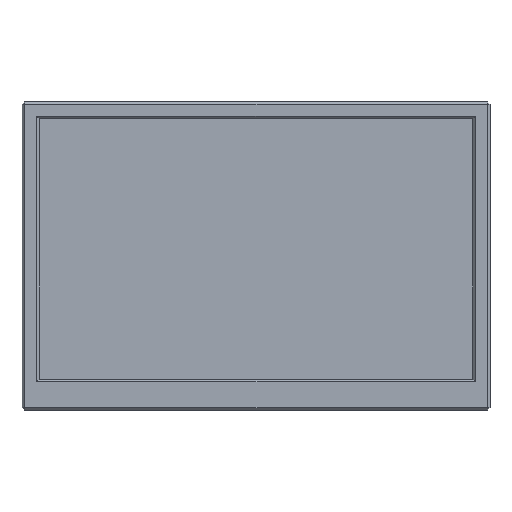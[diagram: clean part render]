
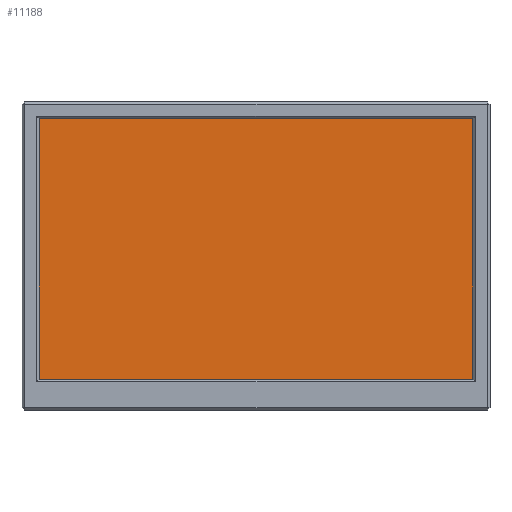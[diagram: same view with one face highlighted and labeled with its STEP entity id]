
A CAD part, front view. The second image highlights one B-rep face of the part: STEP entity #11188.
In plain terms, the highlighted planar face has unit normal (0, -1, 0).
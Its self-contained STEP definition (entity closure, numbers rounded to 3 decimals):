
#1075=FACE_OUTER_BOUND('',#1729,.T.);
#1729=EDGE_LOOP('',(#7589,#7590,#7591,#7592,#7593,#7594,#7595,#7596));
#2489=LINE('',#14443,#3593);
#2493=LINE('',#14450,#3597);
#2495=LINE('',#14455,#3599);
#2498=LINE('',#14461,#3602);
#2501=LINE('',#14465,#3605);
#2502=LINE('',#14468,#3606);
#2503=LINE('',#14470,#3607);
#2504=LINE('',#14471,#3608);
#3593=VECTOR('',#12455,10.);
#3597=VECTOR('',#12461,10.);
#3599=VECTOR('',#12465,10.);
#3602=VECTOR('',#12470,10.);
#3605=VECTOR('',#12475,10.);
#3606=VECTOR('',#12478,10.);
#3607=VECTOR('',#12479,10.);
#3608=VECTOR('',#12480,10.);
#4663=VERTEX_POINT('',#14440);
#4664=VERTEX_POINT('',#14442);
#4665=VERTEX_POINT('',#14446);
#4666=VERTEX_POINT('',#14448);
#4668=VERTEX_POINT('',#14454);
#4670=VERTEX_POINT('',#14460);
#4671=VERTEX_POINT('',#14467);
#4672=VERTEX_POINT('',#14469);
#5794=EDGE_CURVE('',#4664,#4663,#2489,.T.);
#5798=EDGE_CURVE('',#4665,#4666,#2493,.T.);
#5800=EDGE_CURVE('',#4668,#4665,#2495,.T.);
#5803=EDGE_CURVE('',#4670,#4668,#2498,.T.);
#5806=EDGE_CURVE('',#4663,#4670,#2501,.T.);
#5807=EDGE_CURVE('',#4666,#4671,#2502,.T.);
#5808=EDGE_CURVE('',#4671,#4672,#2503,.T.);
#5809=EDGE_CURVE('',#4672,#4664,#2504,.T.);
#7589=ORIENTED_EDGE('',*,*,#5806,.T.);
#7590=ORIENTED_EDGE('',*,*,#5803,.T.);
#7591=ORIENTED_EDGE('',*,*,#5800,.T.);
#7592=ORIENTED_EDGE('',*,*,#5798,.T.);
#7593=ORIENTED_EDGE('',*,*,#5807,.T.);
#7594=ORIENTED_EDGE('',*,*,#5808,.T.);
#7595=ORIENTED_EDGE('',*,*,#5809,.T.);
#7596=ORIENTED_EDGE('',*,*,#5794,.T.);
#10840=PLANE('',#11895);
#11188=ADVANCED_FACE('',(#1075),#10840,.T.);
#11895=AXIS2_PLACEMENT_3D('',#14466,#12476,#12477);
#12455=DIRECTION('',(1.,0.,0.));
#12461=DIRECTION('',(1.,0.,0.));
#12465=DIRECTION('',(0.,0.,-1.));
#12470=DIRECTION('',(1.,0.,0.));
#12475=DIRECTION('',(0.,0.,1.));
#12476=DIRECTION('center_axis',(0.,-1.,0.));
#12477=DIRECTION('ref_axis',(0.,0.,-1.));
#12478=DIRECTION('',(0.,0.,1.));
#12479=DIRECTION('',(-1.,0.,0.));
#12480=DIRECTION('',(0.,0.,-1.));
#14440=CARTESIAN_POINT('',(-9.75,-1.,-56.1));
#14442=CARTESIAN_POINT('',(-86.1,-1.,-56.1));
#14443=CARTESIAN_POINT('',(-86.1,-1.,-56.1));
#14446=CARTESIAN_POINT('',(9.75,-1.,-56.1));
#14448=CARTESIAN_POINT('',(86.1,-1.,-56.1));
#14450=CARTESIAN_POINT('',(-86.1,-1.,-56.1));
#14454=CARTESIAN_POINT('',(9.75,-1.,-54.1));
#14455=CARTESIAN_POINT('',(9.75,-1.,-27.05));
#14460=CARTESIAN_POINT('',(-9.75,-1.,-54.1));
#14461=CARTESIAN_POINT('',(-4.875,-1.,-54.1));
#14465=CARTESIAN_POINT('',(-9.75,-1.,-28.05));
#14466=CARTESIAN_POINT('Origin',(0.,-1.,0.));
#14467=CARTESIAN_POINT('',(86.1,-1.,56.1));
#14468=CARTESIAN_POINT('',(86.1,-1.,-56.1));
#14469=CARTESIAN_POINT('',(-86.1,-1.,56.1));
#14470=CARTESIAN_POINT('',(86.1,-1.,56.1));
#14471=CARTESIAN_POINT('',(-86.1,-1.,56.1));
